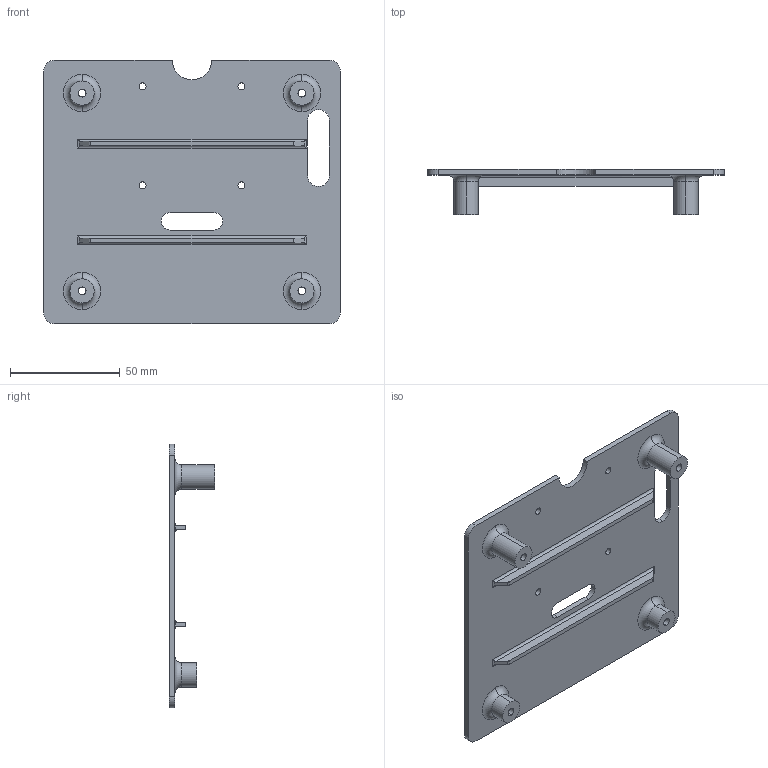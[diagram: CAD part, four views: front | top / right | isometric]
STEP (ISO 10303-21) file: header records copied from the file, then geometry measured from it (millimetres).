
FILE_DESCRIPTION (( 'STEP AP214' ), '1' );
FILE_NAME ('EXPLORA_VTOL_FC_HOUSING.STEP', '2022-10-24T09:10:42', ( '' ), ( '' ), 'SwSTEP 2.0', 'SolidWorks 2021', '' );
FILE_SCHEMA (( 'AUTOMOTIVE_DESIGN' ));
Length unit declared in the file: millimetre
Products named in the file (1): EXPLORA_VTOL_FC_HOUSING
Bounding box: 135 x 20.5 x 120 mm (x, y, z)
Volume: 45698.5 mm3; surface area: 36945.6 mm2
Topology: 1 solids, 1 shells, 79 faces, 205 edges, 134 vertices
Faces by surface type: cylinder 46, plane 25, torus 8
Entity records: 2521 total; most frequent: CARTESIAN_POINT 467, DIRECTION 441, ORIENTED_EDGE 410, EDGE_CURVE 205, AXIS2_PLACEMENT_3D 172, VERTEX_POINT 134, EDGE_LOOP 105, VECTOR 97
